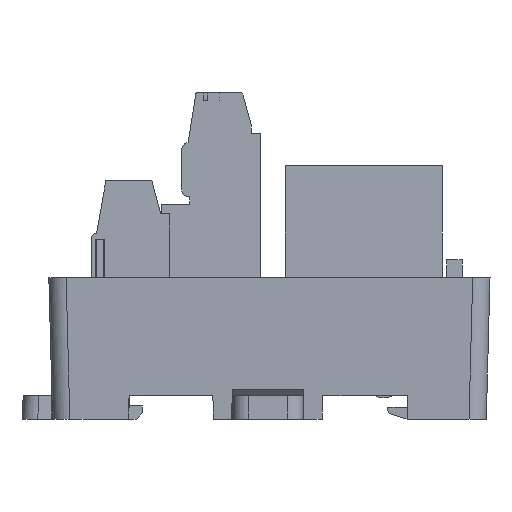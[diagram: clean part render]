
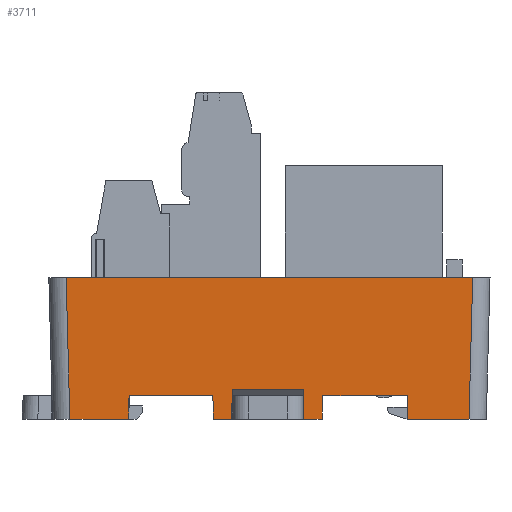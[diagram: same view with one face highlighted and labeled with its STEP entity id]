
A CAD part, left-side view. The second image highlights one B-rep face of the part: STEP entity #3711.
In plain terms, the highlighted planar face has unit normal (-1, 0, -0.026).
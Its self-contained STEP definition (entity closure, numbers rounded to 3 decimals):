
#2194=FACE_OUTER_BOUND('',#7774,.T.);
#3711=ADVANCED_FACE('',(#2194),#5166,.T.);
#5166=PLANE('',#30996);
#7774=EDGE_LOOP('',(#11770,#11771,#11772,#11773,#11774,#11775,#11776,#11777,
#11778,#11779,#11780,#11781,#11782,#11783,#11784,#11785));
#11770=ORIENTED_EDGE('',*,*,#21398,.T.);
#11771=ORIENTED_EDGE('',*,*,#21387,.T.);
#11772=ORIENTED_EDGE('',*,*,#21481,.T.);
#11773=ORIENTED_EDGE('',*,*,#21483,.F.);
#11774=ORIENTED_EDGE('',*,*,#21484,.T.);
#11775=ORIENTED_EDGE('',*,*,#21412,.T.);
#11776=ORIENTED_EDGE('',*,*,#21386,.F.);
#11777=ORIENTED_EDGE('',*,*,#21411,.T.);
#11778=ORIENTED_EDGE('',*,*,#21383,.F.);
#11779=ORIENTED_EDGE('',*,*,#21381,.T.);
#11780=ORIENTED_EDGE('',*,*,#21377,.F.);
#11781=ORIENTED_EDGE('',*,*,#21374,.T.);
#11782=ORIENTED_EDGE('',*,*,#21373,.F.);
#11783=ORIENTED_EDGE('',*,*,#21369,.T.);
#11784=ORIENTED_EDGE('',*,*,#21368,.T.);
#11785=ORIENTED_EDGE('',*,*,#21410,.T.);
#18286=VERTEX_POINT('',#44279);
#18287=VERTEX_POINT('',#44281);
#18288=VERTEX_POINT('',#44285);
#18289=VERTEX_POINT('',#44289);
#18291=VERTEX_POINT('',#44295);
#18293=VERTEX_POINT('',#44301);
#18294=VERTEX_POINT('',#44306);
#18295=VERTEX_POINT('',#44310);
#18296=VERTEX_POINT('',#44314);
#18297=VERTEX_POINT('',#44316);
#18298=VERTEX_POINT('',#44320);
#18299=VERTEX_POINT('',#44321);
#18304=VERTEX_POINT('',#44336);
#18310=VERTEX_POINT('',#44364);
#18357=VERTEX_POINT('',#44513);
#18358=VERTEX_POINT('',#44517);
#21368=EDGE_CURVE('',#18286,#18287,#25069,.T.);
#21369=EDGE_CURVE('',#18288,#18286,#25070,.T.);
#21373=EDGE_CURVE('',#18288,#18289,#25074,.T.);
#21374=EDGE_CURVE('',#18291,#18289,#25075,.T.);
#21377=EDGE_CURVE('',#18291,#18293,#25078,.T.);
#21381=EDGE_CURVE('',#18294,#18293,#25082,.T.);
#21383=EDGE_CURVE('',#18294,#18295,#25084,.T.);
#21386=EDGE_CURVE('',#18297,#18296,#25087,.T.);
#21387=EDGE_CURVE('',#18298,#18299,#25088,.T.);
#21398=EDGE_CURVE('',#18304,#18298,#25097,.T.);
#21410=EDGE_CURVE('',#18287,#18304,#25109,.T.);
#21411=EDGE_CURVE('',#18297,#18295,#25110,.T.);
#21412=EDGE_CURVE('',#18310,#18296,#25111,.T.);
#21481=EDGE_CURVE('',#18299,#18357,#25138,.T.);
#21483=EDGE_CURVE('',#18358,#18357,#25139,.T.);
#21484=EDGE_CURVE('',#18358,#18310,#25140,.T.);
#25069=LINE('',#44282,#28199);
#25070=LINE('',#44284,#28200);
#25074=LINE('',#44292,#28204);
#25075=LINE('',#44294,#28205);
#25078=LINE('',#44300,#28208);
#25082=LINE('',#44307,#28212);
#25084=LINE('',#44311,#28214);
#25087=LINE('',#44317,#28217);
#25088=LINE('',#44319,#28218);
#25097=LINE('',#44339,#28227);
#25109=LINE('',#44360,#28239);
#25110=LINE('',#44361,#28240);
#25111=LINE('',#44363,#28241);
#25138=LINE('',#44512,#28268);
#25139=LINE('',#44516,#28269);
#25140=LINE('',#44518,#28270);
#28199=VECTOR('',#34686,1.);
#28200=VECTOR('',#34689,1.);
#28204=VECTOR('',#34695,1.);
#28205=VECTOR('',#34698,1.);
#28208=VECTOR('',#34703,1.);
#28212=VECTOR('',#34709,1.);
#28214=VECTOR('',#34713,1.);
#28217=VECTOR('',#34718,1.);
#28218=VECTOR('',#34721,1.);
#28227=VECTOR('',#34736,1.);
#28239=VECTOR('',#34758,1.);
#28240=VECTOR('',#34759,1.);
#28241=VECTOR('',#34762,1.);
#28268=VECTOR('',#34939,1.);
#28269=VECTOR('',#34944,1.);
#28270=VECTOR('',#34945,1.);
#30996=AXIS2_PLACEMENT_3D('',#44519,#34946,#34947);
#34686=DIRECTION('',(-0.026,-0.035,0.999));
#34689=DIRECTION('',(0.,-1.,0.));
#34695=DIRECTION('',(-0.026,0.009,1.));
#34698=DIRECTION('',(0.,-1.,0.));
#34703=DIRECTION('',(0.026,0.009,-1.));
#34709=DIRECTION('',(0.,-1.,0.));
#34713=DIRECTION('',(-0.026,0.035,0.999));
#34718=DIRECTION('',(0.026,0.017,-1.));
#34721=DIRECTION('',(0.,-1.,0.));
#34736=DIRECTION('',(0.026,-0.017,-1.));
#34758=DIRECTION('',(0.,-1.,0.));
#34759=DIRECTION('',(0.,-1.,0.));
#34762=DIRECTION('',(0.,-1.,0.));
#34939=DIRECTION('',(-0.026,-0.026,0.999));
#34944=DIRECTION('',(0.,-1.,0.));
#34945=DIRECTION('',(0.026,-0.026,-0.999));
#34946=DIRECTION('',(-1.,0.,-0.026));
#34947=DIRECTION('',(-0.026,0.,1.));
#44279=CARTESIAN_POINT('',(-373.079,253.304,172.));
#44281=CARTESIAN_POINT('',(-373.157,253.199,175.));
#44282=CARTESIAN_POINT('',(-373.544,252.684,189.753));
#44284=CARTESIAN_POINT('',(-373.079,260.199,172.));
#44285=CARTESIAN_POINT('',(-373.079,255.623,172.));
#44289=CARTESIAN_POINT('',(-373.176,255.655,175.726));
#44292=CARTESIAN_POINT('',(-373.551,255.78,190.032));
#44294=CARTESIAN_POINT('',(-373.176,50.754,175.726));
#44295=CARTESIAN_POINT('',(-373.176,264.743,175.726));
#44300=CARTESIAN_POINT('',(-373.551,264.618,190.04));
#44301=CARTESIAN_POINT('',(-373.079,264.775,172.));
#44306=CARTESIAN_POINT('',(-373.079,267.094,172.));
#44307=CARTESIAN_POINT('',(-373.079,260.199,172.));
#44310=CARTESIAN_POINT('',(-373.157,267.199,175.));
#44311=CARTESIAN_POINT('',(-373.126,267.157,173.798));
#44314=CARTESIAN_POINT('',(-373.079,277.901,172.));
#44316=CARTESIAN_POINT('',(-373.157,277.849,175.));
#44317=CARTESIAN_POINT('',(-373.126,277.87,173.796));
#44319=CARTESIAN_POINT('',(-373.079,259.699,172.));
#44320=CARTESIAN_POINT('',(-373.079,242.397,172.));
#44321=CARTESIAN_POINT('',(-373.079,234.62,172.));
#44336=CARTESIAN_POINT('',(-373.157,242.449,175.));
#44339=CARTESIAN_POINT('',(-373.558,242.716,190.294));
#44360=CARTESIAN_POINT('',(-373.157,260.199,175.));
#44361=CARTESIAN_POINT('',(-373.157,260.199,175.));
#44363=CARTESIAN_POINT('',(-373.079,260.199,172.));
#44364=CARTESIAN_POINT('',(-373.079,285.378,172.));
#44512=CARTESIAN_POINT('',(-373.533,234.166,189.34));
#44513=CARTESIAN_POINT('',(-373.55,234.148,190.));
#44516=CARTESIAN_POINT('',(-373.55,259.699,190.));
#44517=CARTESIAN_POINT('',(-373.55,285.85,190.));
#44518=CARTESIAN_POINT('',(-373.533,285.833,189.34));
#44519=CARTESIAN_POINT('',(-373.55,259.699,189.997));
